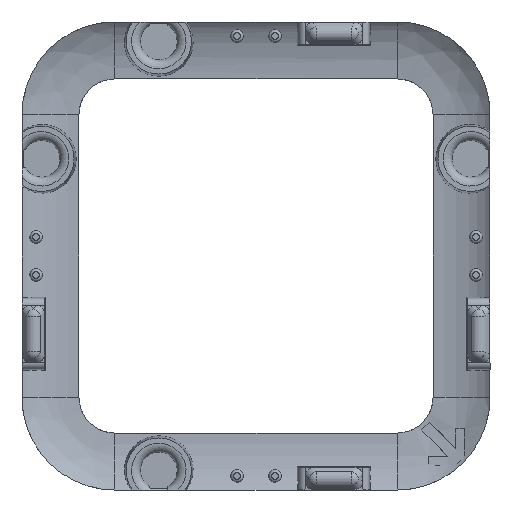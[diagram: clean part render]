
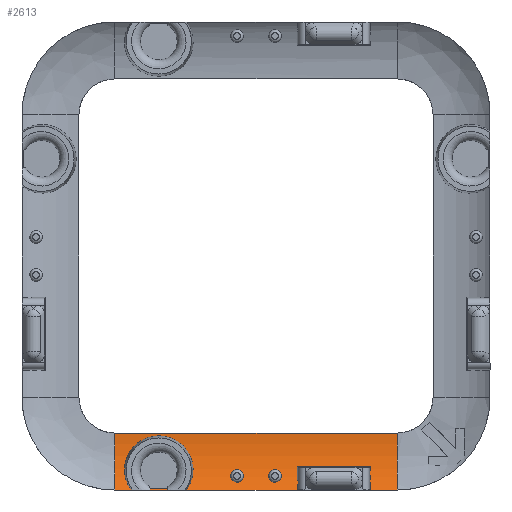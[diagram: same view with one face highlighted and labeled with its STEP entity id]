
A CAD part, front view. The second image highlights one B-rep face of the part: STEP entity #2613.
In plain terms, the highlighted free-form (B-spline) face has degree [3, 1] with [22, 2] control points.
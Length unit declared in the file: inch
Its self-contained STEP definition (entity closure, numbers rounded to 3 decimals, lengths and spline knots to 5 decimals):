
#340=FACE_OUTER_BOUND('',#531,.T.);
#531=EDGE_LOOP('',(#1840,#1841,#1842,#1843));
#1056=B_SPLINE_CURVE_WITH_KNOTS('',3,(#3985,#3986,#3987,#3988,#3989,#3990),
 .UNSPECIFIED.,.F.,.F.,(4,2,4),(-2.53492,-1.26746,0.),.UNSPECIFIED.);
#1070=B_SPLINE_CURVE_WITH_KNOTS('',3,(#4903,#4904,#4905,#4906,#4907,#4908,
#4909,#4910,#4911,#4912),.UNSPECIFIED.,.F.,.F.,(4,3,3,4),(-0.26652,
-0.23899,-0.08654,0.),.UNSPECIFIED.);
#1072=B_SPLINE_CURVE_WITH_KNOTS('',3,(#4972,#4973,#4974,#4975,#4976,#4977,
#4978,#4979,#4980,#4981),.UNSPECIFIED.,.F.,.F.,(4,3,3,4),(-0.26652,
-0.23899,-0.08654,0.),.UNSPECIFIED.);
#1073=B_SPLINE_CURVE_WITH_KNOTS('',1,(#4982,#4983),.UNSPECIFIED.,.F.,.F.,
(2,2),(0.,2.53492),.UNSPECIFIED.);
#1175=VERTEX_POINT('',#3781);
#1178=VERTEX_POINT('',#3984);
#1190=VERTEX_POINT('',#4902);
#1192=VERTEX_POINT('',#4971);
#1422=EDGE_CURVE('',#1175,#1178,#1056,.T.);
#1442=EDGE_CURVE('',#1175,#1190,#1070,.T.);
#1445=EDGE_CURVE('',#1178,#1192,#1072,.T.);
#1446=EDGE_CURVE('',#1190,#1192,#1073,.T.);
#1840=ORIENTED_EDGE('',*,*,#1422,.T.);
#1841=ORIENTED_EDGE('',*,*,#1445,.T.);
#1842=ORIENTED_EDGE('',*,*,#1446,.F.);
#1843=ORIENTED_EDGE('',*,*,#1442,.F.);
#2580=B_SPLINE_SURFACE_WITH_KNOTS('',3,1,((#4927,#4928),(#4929,#4930),(#4931,
#4932),(#4933,#4934),(#4935,#4936),(#4937,#4938),(#4939,#4940),(#4941,#4942),
(#4943,#4944),(#4945,#4946),(#4947,#4948),(#4949,#4950),(#4951,#4952),(#4953,
#4954),(#4955,#4956),(#4957,#4958),(#4959,#4960),(#4961,#4962),(#4963,#4964),
(#4965,#4966),(#4967,#4968),(#4969,#4970)),.UNSPECIFIED.,.F.,.F.,.F.,(4,
3,3,3,3,3,3,4),(2,2),(-1.,-0.83977,-0.66588,-0.49745,
-0.36535,-0.23899,-0.08654,0.),(0.,2.53492),
 .UNSPECIFIED.);
#2613=ADVANCED_FACE('',(#340),#2580,.F.);
#3781=CARTESIAN_POINT('',(-0.499,0.33754,-0.82617));
#3984=CARTESIAN_POINT('',(0.499,0.33754,-0.82617));
#3985=CARTESIAN_POINT('Ctrl Pts',(-0.499,0.33754,
-0.82617));
#3986=CARTESIAN_POINT('Ctrl Pts',(-0.33267,0.33754,
-0.82617));
#3987=CARTESIAN_POINT('Ctrl Pts',(-0.16633,0.33754,
-0.82617));
#3988=CARTESIAN_POINT('Ctrl Pts',(0.16633,0.33754,-0.82617));
#3989=CARTESIAN_POINT('Ctrl Pts',(0.33267,0.33754,-0.82617));
#3990=CARTESIAN_POINT('Ctrl Pts',(0.499,0.33754,-0.82617));
#4902=CARTESIAN_POINT('',(-0.499,0.4,-0.625));
#4903=CARTESIAN_POINT('Ctrl Pts',(-0.499,0.33768,
-0.82611));
#4904=CARTESIAN_POINT('Ctrl Pts',(-0.499,0.34116,
-0.82243));
#4905=CARTESIAN_POINT('Ctrl Pts',(-0.499,0.34465,
-0.81827));
#4906=CARTESIAN_POINT('Ctrl Pts',(-0.499,0.34814,
-0.81357));
#4907=CARTESIAN_POINT('Ctrl Pts',(-0.499,0.36747,
-0.78752));
#4908=CARTESIAN_POINT('Ctrl Pts',(-0.499,0.38427,
-0.74442));
#4909=CARTESIAN_POINT('Ctrl Pts',(-0.499,0.3928,-0.69893));
#4910=CARTESIAN_POINT('Ctrl Pts',(-0.499,0.39765,-0.6731));
#4911=CARTESIAN_POINT('Ctrl Pts',(-0.499,0.4,-0.64675));
#4912=CARTESIAN_POINT('Ctrl Pts',(-0.499,0.4,-0.625));
#4927=CARTESIAN_POINT('Ctrl Pts',(-0.499,0.05,-0.625));
#4928=CARTESIAN_POINT('Ctrl Pts',(0.499,0.05,-0.625));
#4929=CARTESIAN_POINT('Ctrl Pts',(-0.499,0.05,-0.6513));
#4930=CARTESIAN_POINT('Ctrl Pts',(0.499,0.05,
-0.6513));
#4931=CARTESIAN_POINT('Ctrl Pts',(-0.499,0.05249,-0.6646));
#4932=CARTESIAN_POINT('Ctrl Pts',(0.499,0.05249,
-0.6646));
#4933=CARTESIAN_POINT('Ctrl Pts',(-0.499,0.06232,
-0.68449));
#4934=CARTESIAN_POINT('Ctrl Pts',(0.499,0.06232,
-0.68449));
#4935=CARTESIAN_POINT('Ctrl Pts',(-0.499,0.07299,
-0.70607));
#4936=CARTESIAN_POINT('Ctrl Pts',(0.499,0.07299,-0.70607));
#4937=CARTESIAN_POINT('Ctrl Pts',(-0.499,0.09471,
-0.7348));
#4938=CARTESIAN_POINT('Ctrl Pts',(0.499,0.09471,
-0.7348));
#4939=CARTESIAN_POINT('Ctrl Pts',(-0.499,0.12614,-0.76471));
#4940=CARTESIAN_POINT('Ctrl Pts',(0.499,0.12614,-0.76471));
#4941=CARTESIAN_POINT('Ctrl Pts',(-0.499,0.15658,
-0.79368));
#4942=CARTESIAN_POINT('Ctrl Pts',(0.499,0.15658,-0.79368));
#4943=CARTESIAN_POINT('Ctrl Pts',(-0.499,0.19619,
-0.82334));
#4944=CARTESIAN_POINT('Ctrl Pts',(0.499,0.19619,-0.82334));
#4945=CARTESIAN_POINT('Ctrl Pts',(-0.499,0.23125,
-0.83871));
#4946=CARTESIAN_POINT('Ctrl Pts',(0.499,0.23125,-0.83871));
#4947=CARTESIAN_POINT('Ctrl Pts',(-0.499,0.25876,
-0.85078));
#4948=CARTESIAN_POINT('Ctrl Pts',(0.499,0.25876,-0.85078));
#4949=CARTESIAN_POINT('Ctrl Pts',(-0.499,0.28151,
-0.85349));
#4950=CARTESIAN_POINT('Ctrl Pts',(0.499,0.28151,-0.85349));
#4951=CARTESIAN_POINT('Ctrl Pts',(-0.499,0.29929,-0.84933));
#4952=CARTESIAN_POINT('Ctrl Pts',(0.499,0.29929,-0.84933));
#4953=CARTESIAN_POINT('Ctrl Pts',(-0.499,0.31629,
-0.84534));
#4954=CARTESIAN_POINT('Ctrl Pts',(0.499,0.31629,-0.84534));
#4955=CARTESIAN_POINT('Ctrl Pts',(-0.499,0.33211,
-0.83515));
#4956=CARTESIAN_POINT('Ctrl Pts',(0.499,0.33211,-0.83515));
#4957=CARTESIAN_POINT('Ctrl Pts',(-0.499,0.34814,
-0.81357));
#4958=CARTESIAN_POINT('Ctrl Pts',(0.499,0.34814,-0.81357));
#4959=CARTESIAN_POINT('Ctrl Pts',(-0.499,0.36747,
-0.78752));
#4960=CARTESIAN_POINT('Ctrl Pts',(0.499,0.36747,-0.78752));
#4961=CARTESIAN_POINT('Ctrl Pts',(-0.499,0.38427,
-0.74442));
#4962=CARTESIAN_POINT('Ctrl Pts',(0.499,0.38427,-0.74442));
#4963=CARTESIAN_POINT('Ctrl Pts',(-0.499,0.3928,-0.69893));
#4964=CARTESIAN_POINT('Ctrl Pts',(0.499,0.3928,-0.69893));
#4965=CARTESIAN_POINT('Ctrl Pts',(-0.499,0.39765,-0.6731));
#4966=CARTESIAN_POINT('Ctrl Pts',(0.499,0.39765,-0.6731));
#4967=CARTESIAN_POINT('Ctrl Pts',(-0.499,0.4,-0.64675));
#4968=CARTESIAN_POINT('Ctrl Pts',(0.499,0.4,-0.64675));
#4969=CARTESIAN_POINT('Ctrl Pts',(-0.499,0.4,-0.625));
#4970=CARTESIAN_POINT('Ctrl Pts',(0.499,0.4,-0.625));
#4971=CARTESIAN_POINT('',(0.499,0.4,-0.625));
#4972=CARTESIAN_POINT('Ctrl Pts',(0.499,0.33768,-0.82611));
#4973=CARTESIAN_POINT('Ctrl Pts',(0.499,0.34116,-0.82243));
#4974=CARTESIAN_POINT('Ctrl Pts',(0.499,0.34465,-0.81827));
#4975=CARTESIAN_POINT('Ctrl Pts',(0.499,0.34814,-0.81357));
#4976=CARTESIAN_POINT('Ctrl Pts',(0.499,0.36747,-0.78752));
#4977=CARTESIAN_POINT('Ctrl Pts',(0.499,0.38427,-0.74442));
#4978=CARTESIAN_POINT('Ctrl Pts',(0.499,0.3928,-0.69893));
#4979=CARTESIAN_POINT('Ctrl Pts',(0.499,0.39765,-0.6731));
#4980=CARTESIAN_POINT('Ctrl Pts',(0.499,0.4,-0.64675));
#4981=CARTESIAN_POINT('Ctrl Pts',(0.499,0.4,-0.625));
#4982=CARTESIAN_POINT('Ctrl Pts',(-0.499,0.4,-0.625));
#4983=CARTESIAN_POINT('Ctrl Pts',(0.499,0.4,-0.625));
